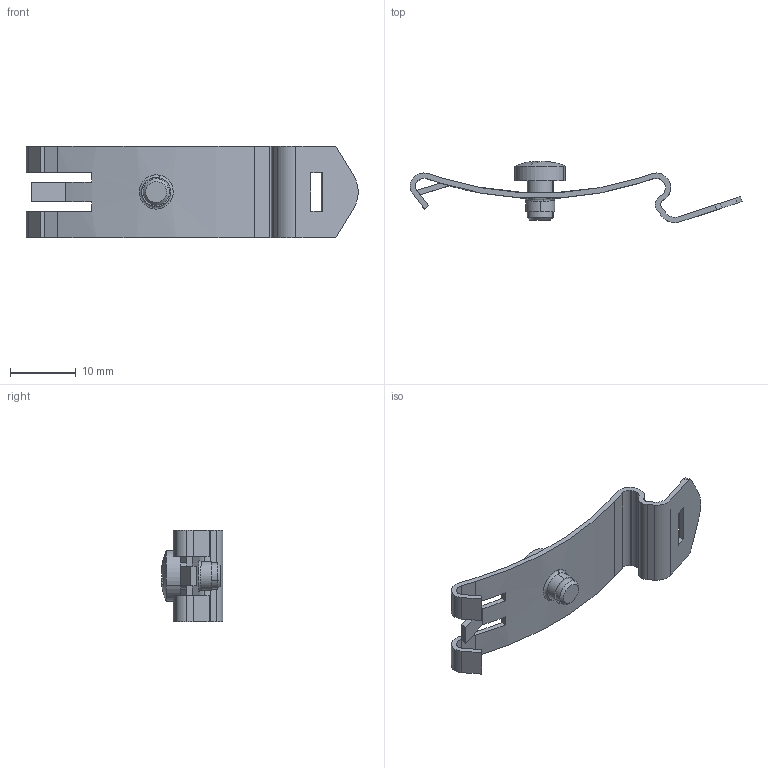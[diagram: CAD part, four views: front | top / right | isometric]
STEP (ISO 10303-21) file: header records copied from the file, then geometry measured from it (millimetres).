
FILE_DESCRIPTION (( 'STEP AP214' ), '1' );
FILE_NAME ('H06000A0056H50.STEP', '2018-03-19T09:33:10', ( '' ), ( '' ), 'SwSTEP 2.0', 'SolidWorks 2017', '' );
FILE_SCHEMA (( 'AUTOMOTIVE_DESIGN' ));
Length unit declared in the file: millimetre
Products named in the file (3): H06000A0056H50; A05020G0622; B06012A0050
Assembly tree (2 placements, depth 2):
  H06000A0056H50
    B06012A0050
    A05020G0622
Bounding box: 50.54 x 9.34 x 14 mm (x, y, z)
Volume: 815.4 mm3; surface area: 2043.8 mm2
Topology: 2 solids, 2 shells, 100 faces, 280 edges, 186 vertices
Faces by surface type: plane 57, cylinder 35, bspline 4, cone 2, sphere 2
Entity records: 3941 total; most frequent: CARTESIAN_POINT 1166, DIRECTION 568, ORIENTED_EDGE 560, EDGE_CURVE 280, AXIS2_PLACEMENT_3D 199, VERTEX_POINT 186, LINE 170, VECTOR 170
